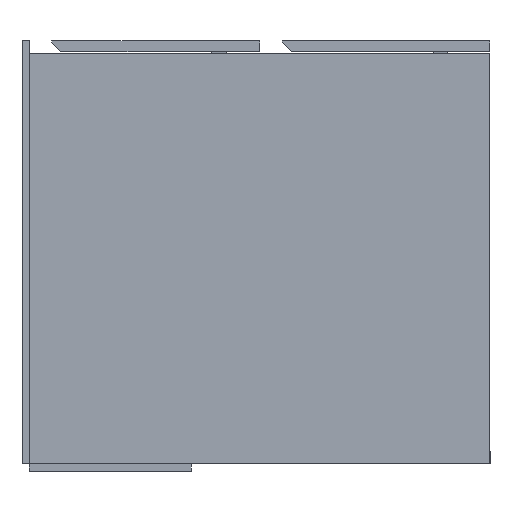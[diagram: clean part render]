
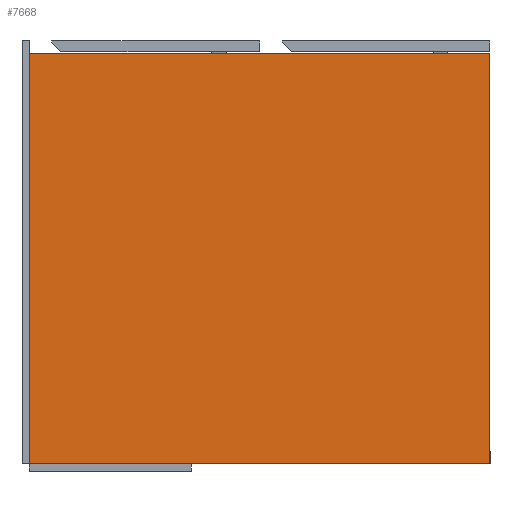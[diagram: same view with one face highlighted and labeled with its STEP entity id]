
A CAD part, left-side view. The second image highlights one B-rep face of the part: STEP entity #7668.
In plain terms, the highlighted planar face has unit normal (-1, 0, 0).
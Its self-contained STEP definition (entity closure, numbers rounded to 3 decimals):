
#150 = EDGE_LOOP ( 'NONE', ( #5383, #9428, #9114, #10820 ) ) ;
#204 = CARTESIAN_POINT ( 'NONE',  ( 2., 0., -14. ) ) ;
#246 = EDGE_CURVE ( 'NONE', #14352, #8092, #1783, .T. ) ;
#612 = CARTESIAN_POINT ( 'NONE',  ( 2., 968.396, -470. ) ) ;
#1783 = LINE ( 'NONE', #3859, #7113 ) ;
#2269 = LINE ( 'NONE', #6808, #8152 ) ;
#2746 = CARTESIAN_POINT ( 'NONE',  ( 2., 512., -470. ) ) ;
#3269 = EDGE_CURVE ( 'NONE', #9431, #8092, #8450, .T. ) ;
#3859 = CARTESIAN_POINT ( 'NONE',  ( 2., 968.396, -14. ) ) ;
#4173 = PLANE ( 'NONE',  #5801 ) ;
#5078 = FACE_OUTER_BOUND ( 'NONE', #150, .T. ) ;
#5149 = DIRECTION ( 'NONE',  ( 1., 0., 0. ) ) ;
#5355 = CARTESIAN_POINT ( 'NONE',  ( 2., 512., -470. ) ) ;
#5383 = ORIENTED_EDGE ( 'NONE', *, *, #10411, .F. ) ;
#5608 = VECTOR ( 'NONE', #9954, 1000. ) ;
#5801 = AXIS2_PLACEMENT_3D ( 'NONE', #612, #5149, #9901 ) ;
#5871 = EDGE_CURVE ( 'NONE', #6878, #9431, #2269, .T. ) ;
#6808 = CARTESIAN_POINT ( 'NONE',  ( 2., 968.396, -470. ) ) ;
#6878 = VERTEX_POINT ( 'NONE', #2746 ) ;
#7113 = VECTOR ( 'NONE', #8536, 1000. ) ;
#7668 = ADVANCED_FACE ( 'NONE', ( #5078 ), #4173, .F. ) ;
#8092 = VERTEX_POINT ( 'NONE', #204 ) ;
#8131 = VECTOR ( 'NONE', #10904, 1000. ) ;
#8152 = VECTOR ( 'NONE', #12597, 1000. ) ;
#8263 = CARTESIAN_POINT ( 'NONE',  ( 2., 512., -14. ) ) ;
#8450 = LINE ( 'NONE', #11951, #8131 ) ;
#8536 = DIRECTION ( 'NONE',  ( 0., -1., 0. ) ) ;
#9114 = ORIENTED_EDGE ( 'NONE', *, *, #3269, .T. ) ;
#9428 = ORIENTED_EDGE ( 'NONE', *, *, #5871, .T. ) ;
#9431 = VERTEX_POINT ( 'NONE', #11558 ) ;
#9812 = LINE ( 'NONE', #5355, #5608 ) ;
#9901 = DIRECTION ( 'NONE',  ( 0., 0., -1. ) ) ;
#9954 = DIRECTION ( 'NONE',  ( 0., 0., 1. ) ) ;
#10411 = EDGE_CURVE ( 'NONE', #6878, #14352, #9812, .T. ) ;
#10820 = ORIENTED_EDGE ( 'NONE', *, *, #246, .F. ) ;
#10904 = DIRECTION ( 'NONE',  ( 0., 0., 1. ) ) ;
#11558 = CARTESIAN_POINT ( 'NONE',  ( 2., 0., -470. ) ) ;
#11951 = CARTESIAN_POINT ( 'NONE',  ( 2., 0., -470. ) ) ;
#12597 = DIRECTION ( 'NONE',  ( 0., -1., 0. ) ) ;
#14352 = VERTEX_POINT ( 'NONE', #8263 ) ;
